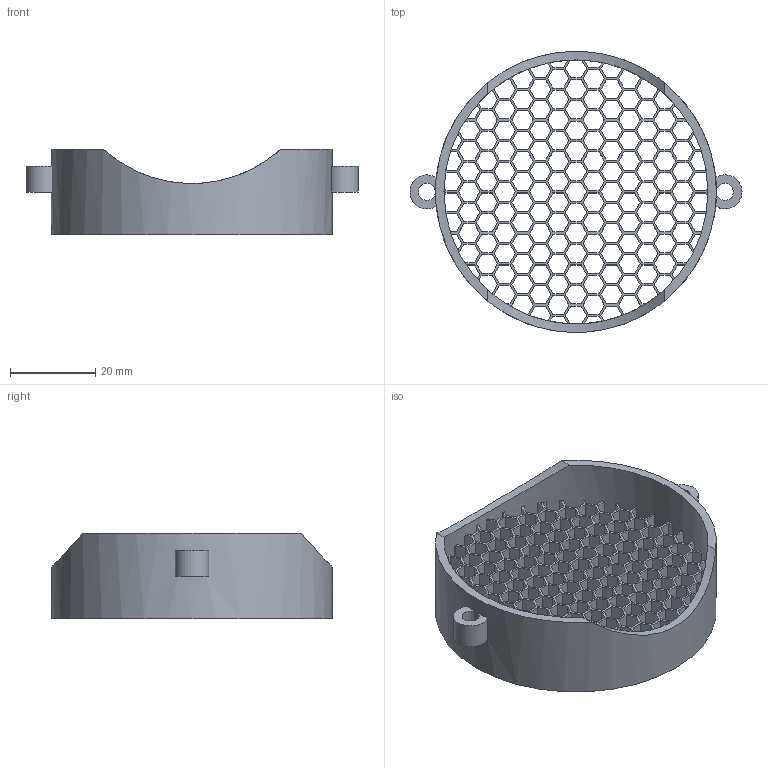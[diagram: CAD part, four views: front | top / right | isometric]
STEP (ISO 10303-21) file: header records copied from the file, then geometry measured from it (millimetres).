
FILE_DESCRIPTION(('FreeCAD Model'),'2;1');
FILE_NAME('Open CASCADE Shape Model','2024-10-13T15:14:56',(''),(''), 'Open CASCADE STEP processor 7.6','FreeCAD','Unknown');
FILE_SCHEMA(('AUTOMOTIVE_DESIGN { 1 0 10303 214 1 1 1 1 }'));
Length unit declared in the file: millimetre
Products named in the file (1): union001
Bounding box: 77.99 x 66 x 20 mm (x, y, z)
Volume: 13235.3 mm3; surface area: 31123.1 mm2
Topology: 1 solids, 1 shells, 955 faces, 3051 edges, 2000 vertices
Faces by surface type: plane 945, cylinder 10
Full cylindrical faces by diameter (mm): 4 x1, 62 x1, 66 x1
Entity records: 33777 total; most frequent: ORIENTED_EDGE 6102, CARTESIAN_POINT 6089, DIRECTION 5137, EDGE_CURVE 3051, LINE 2873, VECTOR 2873, VERTEX_POINT 2000, FACE_BOUND 1203
